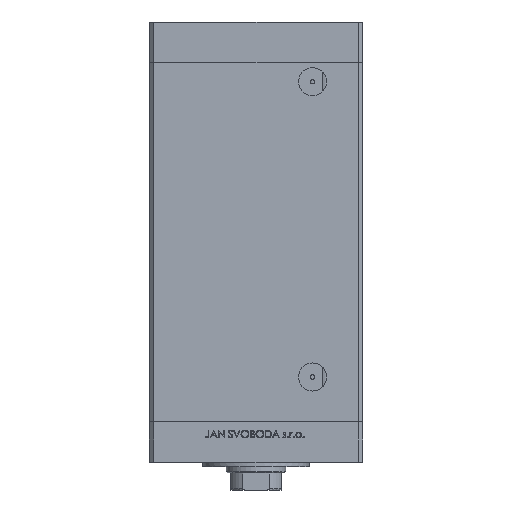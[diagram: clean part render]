
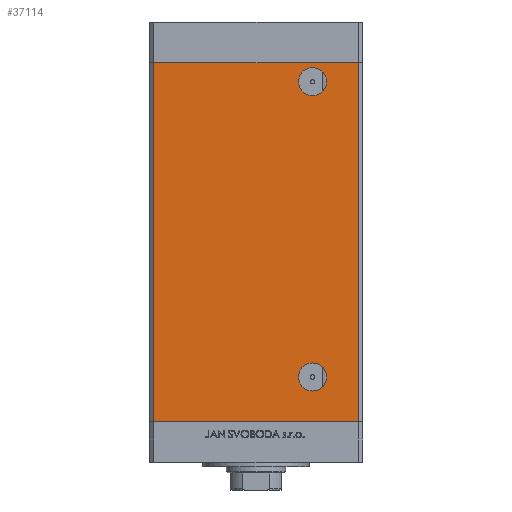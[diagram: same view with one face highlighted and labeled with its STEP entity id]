
A CAD part, front view. The second image highlights one B-rep face of the part: STEP entity #37114.
In plain terms, the highlighted planar face has unit normal (0, -1, 0).
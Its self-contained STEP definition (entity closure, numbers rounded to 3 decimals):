
#677 = CARTESIAN_POINT ( 'NONE',  ( 26.5, -43.5, 159.5 ) ) ;
#1021 = CARTESIAN_POINT ( 'NONE',  ( -48., -43.5, 0. ) ) ;
#2143 = CARTESIAN_POINT ( 'NONE',  ( 26.5, -43.5, 166.08 ) ) ;
#3444 = FACE_OUTER_BOUND ( 'NONE', #27433, .T. ) ;
#3625 = EDGE_CURVE ( 'NONE', #45091, #11092, #40534, .T. ) ;
#3920 = LINE ( 'NONE', #23492, #17790 ) ;
#4270 = DIRECTION ( 'NONE',  ( 0., 0., -1. ) ) ;
#4561 = DIRECTION ( 'NONE',  ( 0., -1., 0. ) ) ;
#5827 = VERTEX_POINT ( 'NONE', #2143 ) ;
#6332 = VERTEX_POINT ( 'NONE', #1021 ) ;
#7527 = AXIS2_PLACEMENT_3D ( 'NONE', #31742, #4561, #20053 ) ;
#7745 = CIRCLE ( 'NONE', #38556, 6.58 ) ;
#7980 = CARTESIAN_POINT ( 'NONE',  ( 48., -43.5, 168.5 ) ) ;
#8107 = VECTOR ( 'NONE', #47930, 1000. ) ;
#9130 = ORIENTED_EDGE ( 'NONE', *, *, #25896, .T. ) ;
#9220 = CARTESIAN_POINT ( 'NONE',  ( 26.5, -43.5, 152.92 ) ) ;
#10332 = VERTEX_POINT ( 'NONE', #9220 ) ;
#10335 = PLANE ( 'NONE',  #31887 ) ;
#10784 = DIRECTION ( 'NONE',  ( 0., 1., 0. ) ) ;
#11092 = VERTEX_POINT ( 'NONE', #7980 ) ;
#11948 = CARTESIAN_POINT ( 'NONE',  ( 48., -43.5, 0. ) ) ;
#12372 = DIRECTION ( 'NONE',  ( 0., 0., -1. ) ) ;
#13018 = CIRCLE ( 'NONE', #19504, 6.58 ) ;
#14821 = VERTEX_POINT ( 'NONE', #43080 ) ;
#16957 = LINE ( 'NONE', #32446, #8107 ) ;
#16999 = EDGE_CURVE ( 'NONE', #11092, #25259, #3920, .T. ) ;
#17662 = ORIENTED_EDGE ( 'NONE', *, *, #35785, .F. ) ;
#17790 = VECTOR ( 'NONE', #42767, 1000. ) ;
#18095 = CIRCLE ( 'NONE', #7527, 6.58 ) ;
#18699 = FACE_BOUND ( 'NONE', #32187, .T. ) ;
#19504 = AXIS2_PLACEMENT_3D ( 'NONE', #37186, #10784, #22712 ) ;
#20053 = DIRECTION ( 'NONE',  ( 0., 0., -1. ) ) ;
#20908 = CARTESIAN_POINT ( 'NONE',  ( -48., -43.5, 168.5 ) ) ;
#21491 = DIRECTION ( 'NONE',  ( 1., 0., 0. ) ) ;
#22393 = ORIENTED_EDGE ( 'NONE', *, *, #3625, .F. ) ;
#22712 = DIRECTION ( 'NONE',  ( 0., 0., -1. ) ) ;
#22767 = DIRECTION ( 'NONE',  ( 0., 1., 0. ) ) ;
#23492 = CARTESIAN_POINT ( 'NONE',  ( 48., -43.5, 168.5 ) ) ;
#23843 = CARTESIAN_POINT ( 'NONE',  ( -48., -43.5, 168.5 ) ) ;
#24224 = EDGE_CURVE ( 'NONE', #10332, #5827, #48957, .T. ) ;
#25259 = VERTEX_POINT ( 'NONE', #11948 ) ;
#25830 = CARTESIAN_POINT ( 'NONE',  ( -48., -43.5, 168.5 ) ) ;
#25896 = EDGE_CURVE ( 'NONE', #5827, #10332, #13018, .T. ) ;
#27433 = EDGE_LOOP ( 'NONE', ( #49698, #45032, #22393, #39277 ) ) ;
#27889 = EDGE_CURVE ( 'NONE', #6332, #25259, #16957, .T. ) ;
#29046 = EDGE_CURVE ( 'NONE', #45091, #6332, #39313, .T. ) ;
#30627 = FACE_BOUND ( 'NONE', #37101, .T. ) ;
#31368 = VERTEX_POINT ( 'NONE', #36072 ) ;
#31742 = CARTESIAN_POINT ( 'NONE',  ( 26.5, -43.5, 21. ) ) ;
#31887 = AXIS2_PLACEMENT_3D ( 'NONE', #25830, #22767, #34197 ) ;
#32187 = EDGE_LOOP ( 'NONE', ( #46626, #9130 ) ) ;
#32446 = CARTESIAN_POINT ( 'NONE',  ( -48., -43.5, 0. ) ) ;
#34197 = DIRECTION ( 'NONE',  ( 0., 0., 1. ) ) ;
#35785 = EDGE_CURVE ( 'NONE', #14821, #31368, #18095, .T. ) ;
#36072 = CARTESIAN_POINT ( 'NONE',  ( 26.5, -43.5, 14.42 ) ) ;
#37101 = EDGE_LOOP ( 'NONE', ( #38282, #17662 ) ) ;
#37114 = ADVANCED_FACE ( 'NONE', ( #30627, #3444, #18699 ), #10335, .F. ) ;
#37186 = CARTESIAN_POINT ( 'NONE',  ( 26.5, -43.5, 159.5 ) ) ;
#38282 = ORIENTED_EDGE ( 'NONE', *, *, #41129, .F. ) ;
#38556 = AXIS2_PLACEMENT_3D ( 'NONE', #40730, #41240, #48358 ) ;
#39213 = AXIS2_PLACEMENT_3D ( 'NONE', #677, #43585, #12372 ) ;
#39277 = ORIENTED_EDGE ( 'NONE', *, *, #29046, .T. ) ;
#39313 = LINE ( 'NONE', #23843, #48697 ) ;
#40534 = LINE ( 'NONE', #48153, #49094 ) ;
#40730 = CARTESIAN_POINT ( 'NONE',  ( 26.5, -43.5, 21. ) ) ;
#41129 = EDGE_CURVE ( 'NONE', #31368, #14821, #7745, .T. ) ;
#41240 = DIRECTION ( 'NONE',  ( 0., -1., 0. ) ) ;
#42767 = DIRECTION ( 'NONE',  ( 0., 0., -1. ) ) ;
#43080 = CARTESIAN_POINT ( 'NONE',  ( 26.5, -43.5, 27.58 ) ) ;
#43585 = DIRECTION ( 'NONE',  ( 0., 1., 0. ) ) ;
#45032 = ORIENTED_EDGE ( 'NONE', *, *, #16999, .F. ) ;
#45091 = VERTEX_POINT ( 'NONE', #20908 ) ;
#46626 = ORIENTED_EDGE ( 'NONE', *, *, #24224, .T. ) ;
#47930 = DIRECTION ( 'NONE',  ( 1., 0., 0. ) ) ;
#48153 = CARTESIAN_POINT ( 'NONE',  ( -48., -43.5, 168.5 ) ) ;
#48358 = DIRECTION ( 'NONE',  ( 0., 0., -1. ) ) ;
#48697 = VECTOR ( 'NONE', #4270, 1000. ) ;
#48957 = CIRCLE ( 'NONE', #39213, 6.58 ) ;
#49094 = VECTOR ( 'NONE', #21491, 1000. ) ;
#49698 = ORIENTED_EDGE ( 'NONE', *, *, #27889, .T. ) ;
